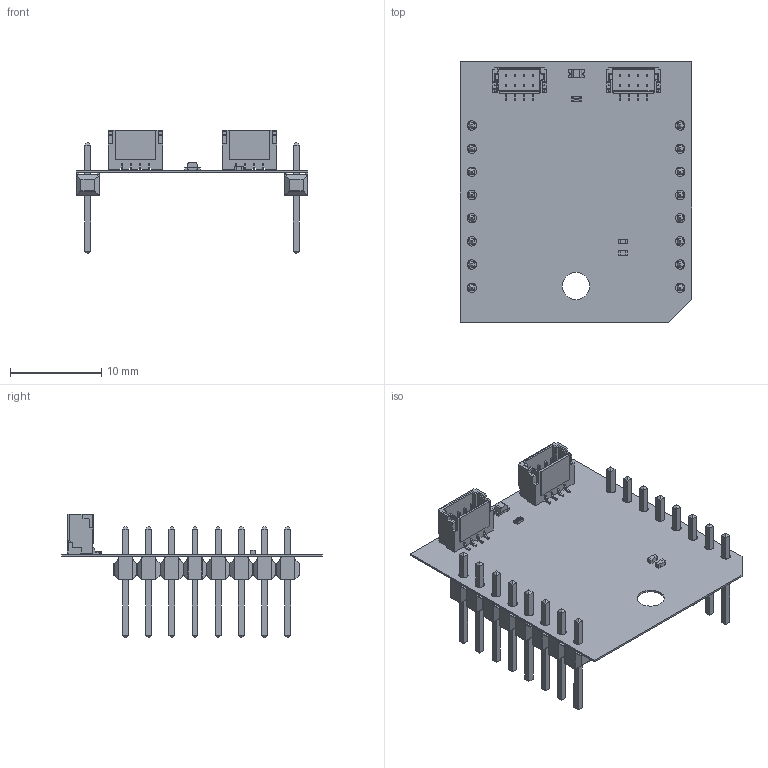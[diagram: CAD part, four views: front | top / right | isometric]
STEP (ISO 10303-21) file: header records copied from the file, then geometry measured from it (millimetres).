
FILE_DESCRIPTION(('Open CASCADE Model'),'2;1');
FILE_NAME('Open CASCADE Shape Model','2025-10-10T13:01:40',('Author'),( 'Open CASCADE'),'Open CASCADE STEP processor 7.5','Open CASCADE 7.5' ,'Unknown');
FILE_SCHEMA(('AUTOMOTIVE_DESIGN { 1 0 10303 214 1 1 1 1 }'));
Length unit declared in the file: millimetre
Products named in the file (32): PCB; Board; Open CASCADE STEP translator 7.5 1.1.1; R3; 7021034704; Extruded; 7021036384; R2; R1; User Library-R SMD 0402; User Library-R SMD 0402_0402 BODY; User Library-R SMD 0402_0402 PAD; User Library-R SMD 0402_0402 OPIS; PWM; 0603 LED Red; Pad; Pad005; Pad001; Pad004; Pad003; Lens; I2C; DUELink-Connector-BM04B-SRSS-TB; UART; J2; Conn_Harwin_M20-9990846_eec; Logo bar; Harwin; Connector base; Pin; J1
Assembly tree (52 placements, depth 4):
  PCB
    Board
      Open CASCADE STEP translator 7.5 1.1.1
    R3
      7021034704  x2
        Extruded
      7021036384
        Extruded
    R2
      7021034704  x2
        Extruded
      7021036384
        Extruded
    R1
      User Library-R SMD 0402
        User Library-R SMD 0402_0402 BODY
        User Library-R SMD 0402_0402 PAD  x2
        User Library-R SMD 0402_0402 OPIS
    PWM
      0603 LED Red
        Pad
        Pad005
        Pad001
        Pad004
        Pad003
        Lens
    I2C
      DUELink-Connector-BM04B-SRSS-TB
    UART
      DUELink-Connector-BM04B-SRSS-TB
    J2
      Conn_Harwin_M20-9990846_eec
        Logo bar
        Harwin
        Connector base  x8
        Pin  x8
    J1
      Conn_Harwin_M20-9990846_eec
        Logo bar
        Harwin
        Connector base  x8
        Pin  x8
Bounding box: 25.4 x 28.6 x 13.52 mm (x, y, z)
Volume: 482.3 mm3; surface area: 2785.8 mm2
Topology: 113 solids, 113 shells, 2704 faces, 9123 edges, 9486 vertices
Faces by surface type: plane 1586, cylinder 769, sphere 288, bspline 61
Full cylindrical faces by diameter (mm): 1.02 x16, 3 x1
Entity records: 37851 total; most frequent: CARTESIAN_POINT 9470, DIRECTION 4670, ORIENTED_EDGE 3260, LINE 2702, VECTOR 2702, EDGE_CURVE 1630, GEOMETRIC_CURVE_SET 1428, TRIMMED_CURVE 1428
